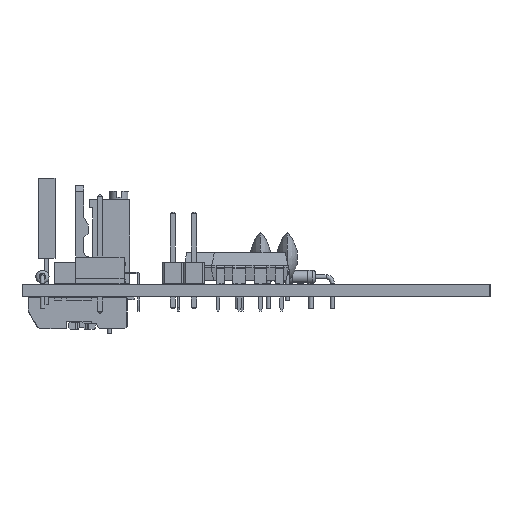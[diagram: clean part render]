
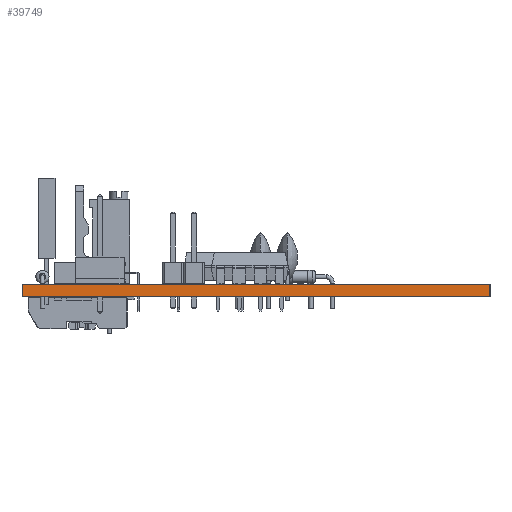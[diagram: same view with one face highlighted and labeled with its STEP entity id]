
A CAD part, left-side view. The second image highlights one B-rep face of the part: STEP entity #39749.
In plain terms, the highlighted planar face has unit normal (-1, 0, 0).
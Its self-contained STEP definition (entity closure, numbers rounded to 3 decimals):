
#39693 = VERTEX_POINT('',#39694);
#39694 = CARTESIAN_POINT('',(125.171,-111.912,1.51));
#39700 = EDGE_CURVE('',#39701,#39693,#39703,.T.);
#39701 = VERTEX_POINT('',#39702);
#39702 = CARTESIAN_POINT('',(125.171,-111.912,0.));
#39703 = LINE('',#39704,#39705);
#39704 = CARTESIAN_POINT('',(125.171,-111.912,0.));
#39705 = VECTOR('',#39706,1.);
#39706 = DIRECTION('',(0.,0.,1.));
#39749 = ADVANCED_FACE('',(#39750),#39775,.T.);
#39750 = FACE_BOUND('',#39751,.T.);
#39751 = EDGE_LOOP('',(#39752,#39753,#39761,#39769));
#39752 = ORIENTED_EDGE('',*,*,#39700,.T.);
#39753 = ORIENTED_EDGE('',*,*,#39754,.T.);
#39754 = EDGE_CURVE('',#39693,#39755,#39757,.T.);
#39755 = VERTEX_POINT('',#39756);
#39756 = CARTESIAN_POINT('',(125.171,-55.982,1.51));
#39757 = LINE('',#39758,#39759);
#39758 = CARTESIAN_POINT('',(125.171,-111.912,1.51));
#39759 = VECTOR('',#39760,1.);
#39760 = DIRECTION('',(0.,1.,0.));
#39761 = ORIENTED_EDGE('',*,*,#39762,.F.);
#39762 = EDGE_CURVE('',#39763,#39755,#39765,.T.);
#39763 = VERTEX_POINT('',#39764);
#39764 = CARTESIAN_POINT('',(125.171,-55.982,0.));
#39765 = LINE('',#39766,#39767);
#39766 = CARTESIAN_POINT('',(125.171,-55.982,0.));
#39767 = VECTOR('',#39768,1.);
#39768 = DIRECTION('',(0.,0.,1.));
#39769 = ORIENTED_EDGE('',*,*,#39770,.F.);
#39770 = EDGE_CURVE('',#39701,#39763,#39771,.T.);
#39771 = LINE('',#39772,#39773);
#39772 = CARTESIAN_POINT('',(125.171,-111.912,0.));
#39773 = VECTOR('',#39774,1.);
#39774 = DIRECTION('',(0.,1.,0.));
#39775 = PLANE('',#39776);
#39776 = AXIS2_PLACEMENT_3D('',#39777,#39778,#39779);
#39777 = CARTESIAN_POINT('',(125.171,-111.912,0.));
#39778 = DIRECTION('',(-1.,0.,0.));
#39779 = DIRECTION('',(0.,1.,0.));
